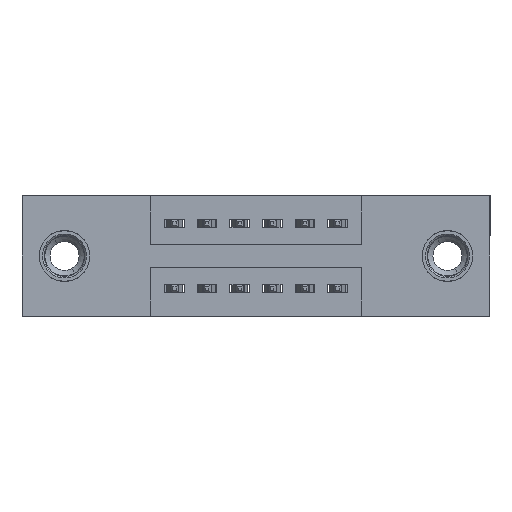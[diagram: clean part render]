
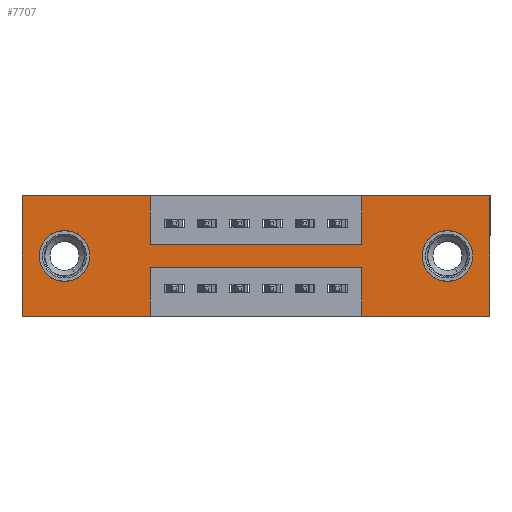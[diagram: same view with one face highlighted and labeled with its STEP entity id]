
A CAD part, front view. The second image highlights one B-rep face of the part: STEP entity #7707.
In plain terms, the highlighted planar face has unit normal (0, -1, 0).
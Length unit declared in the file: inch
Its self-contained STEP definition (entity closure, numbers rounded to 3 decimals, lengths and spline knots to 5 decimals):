
#139 = VERTEX_POINT ( 'NONE', #9343 ) ;
#147 = FACE_BOUND ( 'NONE', #1818, .T. ) ;
#166 = CARTESIAN_POINT ( 'NONE',  ( 1.435, 0., 0. ) ) ;
#173 = LINE ( 'NONE', #5610, #3144 ) ;
#429 = EDGE_CURVE ( 'NONE', #11336, #2545, #3085, .T. ) ;
#437 = VERTEX_POINT ( 'NONE', #7480 ) ;
#449 = CARTESIAN_POINT ( 'NONE',  ( 0.3925, 0., 0. ) ) ;
#515 = DIRECTION ( 'NONE',  ( 0., 1., 0. ) ) ;
#569 = VERTEX_POINT ( 'NONE', #449 ) ;
#825 = ORIENTED_EDGE ( 'NONE', *, *, #429, .F. ) ;
#889 = DIRECTION ( 'NONE',  ( 1., 0., 0. ) ) ;
#949 = ORIENTED_EDGE ( 'NONE', *, *, #9161, .F. ) ;
#1030 = ORIENTED_EDGE ( 'NONE', *, *, #9057, .F. ) ;
#1120 = VERTEX_POINT ( 'NONE', #4114 ) ;
#1162 = ORIENTED_EDGE ( 'NONE', *, *, #11296, .F. ) ;
#1272 = AXIS2_PLACEMENT_3D ( 'NONE', #6560, #10244, #11367 ) ;
#1518 = EDGE_CURVE ( 'NONE', #6831, #5442, #2515, .T. ) ;
#1584 = ORIENTED_EDGE ( 'NONE', *, *, #1774, .F. ) ;
#1774 = EDGE_CURVE ( 'NONE', #3724, #569, #8360, .T. ) ;
#1818 = EDGE_LOOP ( 'NONE', ( #10696, #4274 ) ) ;
#1913 = VERTEX_POINT ( 'NONE', #6239 ) ;
#1923 = VECTOR ( 'NONE', #7903, 39.37008 ) ;
#2218 = LINE ( 'NONE', #7961, #2943 ) ;
#2298 = DIRECTION ( 'NONE',  ( 0., 1., 0. ) ) ;
#2348 = CARTESIAN_POINT ( 'NONE',  ( 0., 0., 0. ) ) ;
#2370 = LINE ( 'NONE', #3277, #9369 ) ;
#2515 = LINE ( 'NONE', #166, #10362 ) ;
#2545 = VERTEX_POINT ( 'NONE', #2783 ) ;
#2628 = VERTEX_POINT ( 'NONE', #8477 ) ;
#2783 = CARTESIAN_POINT ( 'NONE',  ( 0., 0., -0.37 ) ) ;
#2843 = DIRECTION ( 'NONE',  ( 1., 0., 0. ) ) ;
#2915 = CARTESIAN_POINT ( 'NONE',  ( 0., 0., 0. ) ) ;
#2921 = LINE ( 'NONE', #11579, #1923 ) ;
#2943 = VECTOR ( 'NONE', #5214, 39.37008 ) ;
#3085 = LINE ( 'NONE', #8340, #10084 ) ;
#3095 = AXIS2_PLACEMENT_3D ( 'NONE', #11019, #10095, #6365 ) ;
#3144 = VECTOR ( 'NONE', #9271, 39.37008 ) ;
#3151 = VERTEX_POINT ( 'NONE', #10903 ) ;
#3181 = AXIS2_PLACEMENT_3D ( 'NONE', #9928, #4541, #9933 ) ;
#3277 = CARTESIAN_POINT ( 'NONE',  ( 1.0425, 0., -0.37 ) ) ;
#3416 = LINE ( 'NONE', #7845, #4005 ) ;
#3418 = CARTESIAN_POINT ( 'NONE',  ( 1.305, 0., -0.263 ) ) ;
#3512 = EDGE_LOOP ( 'NONE', ( #8737, #9548 ) ) ;
#3537 = EDGE_CURVE ( 'NONE', #437, #6831, #7737, .T. ) ;
#3629 = VECTOR ( 'NONE', #889, 39.37008 ) ;
#3724 = VERTEX_POINT ( 'NONE', #2348 ) ;
#3829 = VERTEX_POINT ( 'NONE', #3418 ) ;
#3955 = CARTESIAN_POINT ( 'NONE',  ( 1.0425, 0., -0.37 ) ) ;
#3958 = EDGE_CURVE ( 'NONE', #5572, #2628, #9876, .T. ) ;
#4005 = VECTOR ( 'NONE', #7884, 39.37008 ) ;
#4114 = CARTESIAN_POINT ( 'NONE',  ( 1.305, 0., -0.107 ) ) ;
#4127 = DIRECTION ( 'NONE',  ( 0., 0., 1. ) ) ;
#4246 = CARTESIAN_POINT ( 'NONE',  ( 0.3925, 0., -0.22 ) ) ;
#4274 = ORIENTED_EDGE ( 'NONE', *, *, #7729, .T. ) ;
#4277 = ORIENTED_EDGE ( 'NONE', *, *, #9319, .F. ) ;
#4350 = ORIENTED_EDGE ( 'NONE', *, *, #6681, .F. ) ;
#4457 = CARTESIAN_POINT ( 'NONE',  ( 1.435, 0., 0. ) ) ;
#4522 = EDGE_CURVE ( 'NONE', #569, #1913, #173, .T. ) ;
#4541 = DIRECTION ( 'NONE',  ( 0., 1., 0. ) ) ;
#4831 = EDGE_CURVE ( 'NONE', #5442, #6492, #3416, .T. ) ;
#4852 = FACE_OUTER_BOUND ( 'NONE', #7591, .T. ) ;
#4941 = DIRECTION ( 'NONE',  ( 1., 0., 0. ) ) ;
#5003 = DIRECTION ( 'NONE',  ( 0., 0., -1. ) ) ;
#5098 = EDGE_CURVE ( 'NONE', #2628, #5572, #9273, .T. ) ;
#5214 = DIRECTION ( 'NONE',  ( -1., 0., 0. ) ) ;
#5230 = VECTOR ( 'NONE', #4941, 39.37008 ) ;
#5262 = FACE_BOUND ( 'NONE', #3512, .T. ) ;
#5442 = VERTEX_POINT ( 'NONE', #10800 ) ;
#5572 = VERTEX_POINT ( 'NONE', #6749 ) ;
#5610 = CARTESIAN_POINT ( 'NONE',  ( 0.3925, 0., 0. ) ) ;
#6235 = CARTESIAN_POINT ( 'NONE',  ( 0.3925, 0., -0.37 ) ) ;
#6239 = CARTESIAN_POINT ( 'NONE',  ( 0.3925, 0., -0.15 ) ) ;
#6336 = CARTESIAN_POINT ( 'NONE',  ( 0., 0., 0. ) ) ;
#6365 = DIRECTION ( 'NONE',  ( 0., 0., -1. ) ) ;
#6492 = VERTEX_POINT ( 'NONE', #3955 ) ;
#6503 = DIRECTION ( 'NONE',  ( 0., 0., -1. ) ) ;
#6560 = CARTESIAN_POINT ( 'NONE',  ( 1.305, 0., -0.185 ) ) ;
#6681 = EDGE_CURVE ( 'NONE', #139, #437, #7267, .T. ) ;
#6749 = CARTESIAN_POINT ( 'NONE',  ( 0.13, 0., -0.263 ) ) ;
#6779 = DIRECTION ( 'NONE',  ( 0., 0., 1. ) ) ;
#6831 = VERTEX_POINT ( 'NONE', #4457 ) ;
#7022 = VERTEX_POINT ( 'NONE', #4246 ) ;
#7033 = ORIENTED_EDGE ( 'NONE', *, *, #9990, .F. ) ;
#7084 = CARTESIAN_POINT ( 'NONE',  ( 1.0425, 0., 0. ) ) ;
#7267 = LINE ( 'NONE', #7084, #9722 ) ;
#7414 = AXIS2_PLACEMENT_3D ( 'NONE', #8600, #2298, #6779 ) ;
#7480 = CARTESIAN_POINT ( 'NONE',  ( 1.0425, 0., 0. ) ) ;
#7591 = EDGE_LOOP ( 'NONE', ( #7033, #949, #4277, #8990, #8621, #7740, #4350, #1030, #8251, #1584, #1162, #825 ) ) ;
#7707 = ADVANCED_FACE ( 'NONE', ( #147, #5262, #4852 ), #9168, .T. ) ;
#7729 = EDGE_CURVE ( 'NONE', #3829, #1120, #8823, .T. ) ;
#7737 = LINE ( 'NONE', #2915, #9163 ) ;
#7740 = ORIENTED_EDGE ( 'NONE', *, *, #3537, .F. ) ;
#7845 = CARTESIAN_POINT ( 'NONE',  ( 0., 0., -0.37 ) ) ;
#7884 = DIRECTION ( 'NONE',  ( -1., 0., 0. ) ) ;
#7903 = DIRECTION ( 'NONE',  ( 0., 0., -1. ) ) ;
#7961 = CARTESIAN_POINT ( 'NONE',  ( 0.3925, 0., -0.22 ) ) ;
#8021 = DIRECTION ( 'NONE',  ( 0., 0., 1. ) ) ;
#8251 = ORIENTED_EDGE ( 'NONE', *, *, #4522, .F. ) ;
#8340 = CARTESIAN_POINT ( 'NONE',  ( 0., 0., -0.37 ) ) ;
#8360 = LINE ( 'NONE', #6336, #3629 ) ;
#8446 = EDGE_CURVE ( 'NONE', #1120, #3829, #9530, .T. ) ;
#8477 = CARTESIAN_POINT ( 'NONE',  ( 0.13, 0., -0.107 ) ) ;
#8600 = CARTESIAN_POINT ( 'NONE',  ( 0.13, 0., -0.185 ) ) ;
#8621 = ORIENTED_EDGE ( 'NONE', *, *, #1518, .F. ) ;
#8735 = VECTOR ( 'NONE', #8867, 39.37008 ) ;
#8737 = ORIENTED_EDGE ( 'NONE', *, *, #5098, .T. ) ;
#8823 = CIRCLE ( 'NONE', #1272, 0.078 ) ;
#8867 = DIRECTION ( 'NONE',  ( 0., 0., 1. ) ) ;
#8981 = AXIS2_PLACEMENT_3D ( 'NONE', #9640, #515, #5003 ) ;
#8990 = ORIENTED_EDGE ( 'NONE', *, *, #4831, .F. ) ;
#9057 = EDGE_CURVE ( 'NONE', #1913, #139, #11147, .T. ) ;
#9161 = EDGE_CURVE ( 'NONE', #3151, #7022, #2218, .T. ) ;
#9163 = VECTOR ( 'NONE', #2843, 39.37008 ) ;
#9168 = PLANE ( 'NONE',  #3095 ) ;
#9271 = DIRECTION ( 'NONE',  ( 0., 0., -1. ) ) ;
#9273 = CIRCLE ( 'NONE', #7414, 0.078 ) ;
#9319 = EDGE_CURVE ( 'NONE', #6492, #3151, #2370, .T. ) ;
#9343 = CARTESIAN_POINT ( 'NONE',  ( 1.0425, 0., -0.15 ) ) ;
#9369 = VECTOR ( 'NONE', #4127, 39.37008 ) ;
#9530 = CIRCLE ( 'NONE', #8981, 0.078 ) ;
#9548 = ORIENTED_EDGE ( 'NONE', *, *, #3958, .T. ) ;
#9640 = CARTESIAN_POINT ( 'NONE',  ( 1.305, 0., -0.185 ) ) ;
#9722 = VECTOR ( 'NONE', #8021, 39.37008 ) ;
#9876 = CIRCLE ( 'NONE', #3181, 0.078 ) ;
#9928 = CARTESIAN_POINT ( 'NONE',  ( 0.13, 0., -0.185 ) ) ;
#9933 = DIRECTION ( 'NONE',  ( 0., 0., 1. ) ) ;
#9990 = EDGE_CURVE ( 'NONE', #7022, #11336, #2921, .T. ) ;
#10084 = VECTOR ( 'NONE', #10130, 39.37008 ) ;
#10095 = DIRECTION ( 'NONE',  ( 0., -1., 0. ) ) ;
#10130 = DIRECTION ( 'NONE',  ( -1., 0., 0. ) ) ;
#10244 = DIRECTION ( 'NONE',  ( 0., 1., 0. ) ) ;
#10362 = VECTOR ( 'NONE', #6503, 39.37008 ) ;
#10398 = CARTESIAN_POINT ( 'NONE',  ( 0.3925, 0., -0.15 ) ) ;
#10458 = LINE ( 'NONE', #10816, #8735 ) ;
#10696 = ORIENTED_EDGE ( 'NONE', *, *, #8446, .T. ) ;
#10800 = CARTESIAN_POINT ( 'NONE',  ( 1.435, 0., -0.37 ) ) ;
#10816 = CARTESIAN_POINT ( 'NONE',  ( 0., 0., 0. ) ) ;
#10903 = CARTESIAN_POINT ( 'NONE',  ( 1.0425, 0., -0.22 ) ) ;
#11019 = CARTESIAN_POINT ( 'NONE',  ( 0., 0., -0.37 ) ) ;
#11147 = LINE ( 'NONE', #10398, #5230 ) ;
#11296 = EDGE_CURVE ( 'NONE', #2545, #3724, #10458, .T. ) ;
#11336 = VERTEX_POINT ( 'NONE', #6235 ) ;
#11367 = DIRECTION ( 'NONE',  ( 0., 0., -1. ) ) ;
#11579 = CARTESIAN_POINT ( 'NONE',  ( 0.3925, 0., -0.37 ) ) ;
